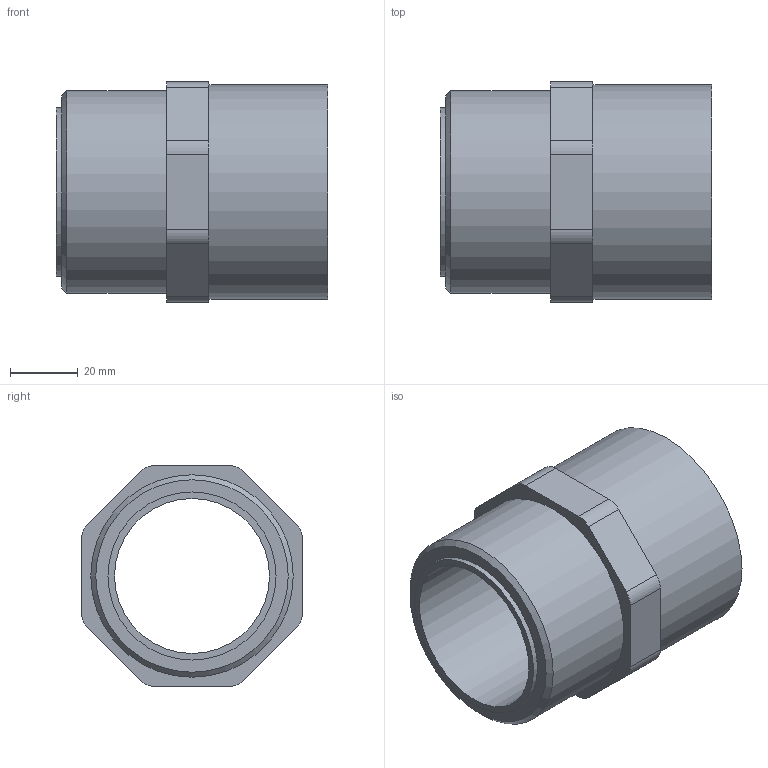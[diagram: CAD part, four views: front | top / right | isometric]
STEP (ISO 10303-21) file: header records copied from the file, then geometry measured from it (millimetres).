
FILE_DESCRIPTION( ( 'STEP AP214' ), '1' );
FILE_NAME( 'AGRU_70033636311_Adaptor Male Thread_R-thread_PE 100-RC black_63X2_ SDR11 ISO S-5 (architecture400).stp', '2022-02-15T10:30:34', ( 'License CC BY-ND 4.0' ), ( 'CADENAS' ), ' ', 'PARTsolutions', ' ' );
FILE_SCHEMA( ( 'AUTOMOTIVE_DESIGN { 1 0 10303 214 1 1 1 1 }' ) );
Length unit declared in the file: millimetre
Products named in the file (1): _AGRU_70033636311_Adaptor Male Thread_R-thread_PE 100-RC black_63X2" SDR11 ISO S-5 (architecture400)
Bounding box: 80 x 65 x 65 mm (x, y, z)
Volume: 111220.4 mm3; surface area: 30647.2 mm2
Topology: 1 solids, 1 shells, 26 faces, 62 edges, 41 vertices
Faces by surface type: plane 13, cylinder 12, cone 1
Full cylindrical faces by diameter (mm): 45.6 x1, 49.467 x1, 59.61 x1, 63 x1
Entity records: 966 total; most frequent: DIRECTION 136, CARTESIAN_POINT 125, ORIENTED_EDGE 114, EDGE_CURVE 57, AXIS2_PLACEMENT_3D 52, VERTEX_POINT 41, EDGE_LOOP 36, LINE 32
